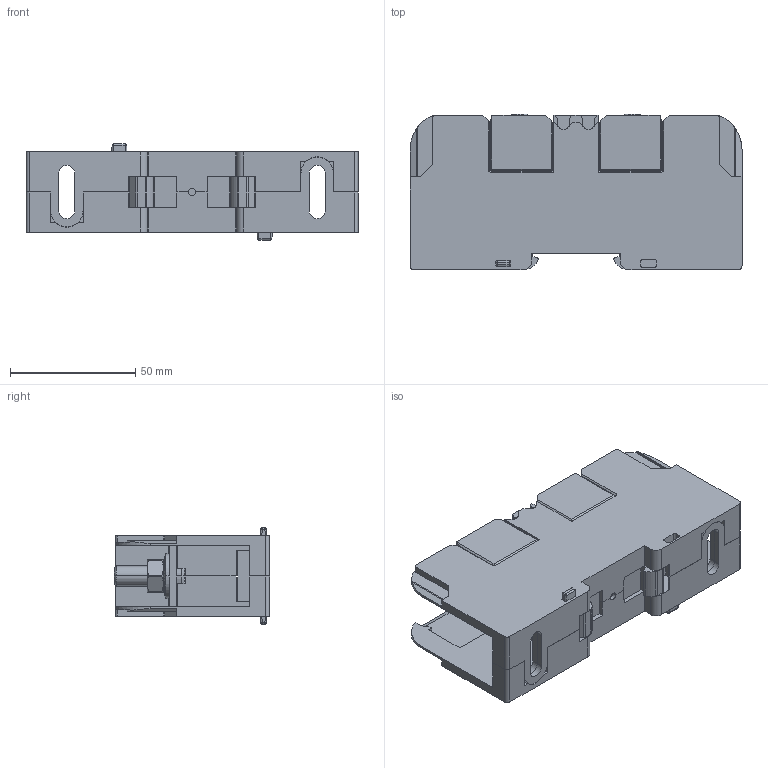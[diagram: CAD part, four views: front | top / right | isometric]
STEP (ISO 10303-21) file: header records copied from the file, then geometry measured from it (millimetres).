
FILE_DESCRIPTION(/* description */ (''),/* implementation_level */ '2;1');
FILE_NAME(/* name */ '17035_HSKG_70_M8_B_B.stp',/* time_stamp */ '2021-12-18T09:54:54+01:00',/* author */ (''),/* organization */ (''),/* preprocessor_version */ 'ST-DEVELOPER v16.7',/* originating_system */ 'SIEMENS PLM Software NX 12.0',/* authorisation */ '');
FILE_SCHEMA (('AUTOMOTIVE_DESIGN { 1 0 10303 214 3 1 1 1 }'));
Length unit declared in the file: millimetre
Products named in the file (1): 17035_HSKG_70_M8_B_B
Bounding box: 132.5 x 62 x 38.4 mm (x, y, z)
Volume: 126006.8 mm3; surface area: 61745.4 mm2
Topology: 8 solids, 8 shells, 1414 faces, 3850 edges, 2532 vertices
Faces by surface type: plane 928, cylinder 338, cone 112, torus 12, bspline 8, sphere 8, extrusion 8
Entity records: 57159 total; most frequent: CARTESIAN_POINT 11935, ORIENTED_EDGE 7700, DIRECTION 6968, EDGE_CURVE 3850, VERTEX_POINT 2532, VECTOR 2514, LINE 2506, AXIS2_PLACEMENT_3D 2227
